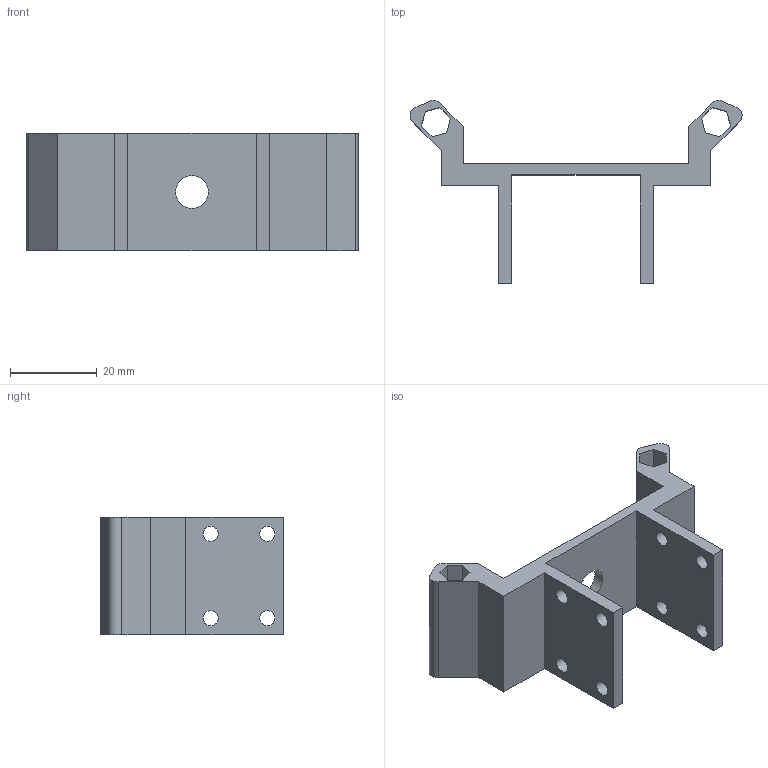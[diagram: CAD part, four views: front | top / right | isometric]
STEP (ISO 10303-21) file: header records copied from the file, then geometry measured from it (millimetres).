
FILE_DESCRIPTION(/* description */ (''),/* implementation_level */ '2;1');
FILE_NAME(/* name */ 'mount.step',/* time_stamp */ '2025-07-15T13:24:41+09:00',/* author */ (''),/* organization */ (''),/* preprocessor_version */ 'ST-DEVELOPER v20.1',/* originating_system */ 'Autodesk Translation Framework v14.10.0.0',/* authorisation */ '');
FILE_SCHEMA (('AUTOMOTIVE_DESIGN { 1 0 10303 214 3 1 1 }'));
Length unit declared in the file: millimetre
Products named in the file (1): ポケット&キッカー固定3
Bounding box: 76.4 x 42.14 x 27 mm (x, y, z)
Volume: 13771.8 mm3; surface area: 10254.1 mm2
Topology: 1 solids, 1 shells, 47 faces, 135 edges, 90 vertices
Faces by surface type: plane 32, cylinder 15
Full cylindrical faces by diameter (mm): 3.5 x8, 7.5 x1
Entity records: 1616 total; most frequent: CARTESIAN_POINT 273, ORIENTED_EDGE 270, DIRECTION 261, EDGE_CURVE 135, LINE 105, VECTOR 105, VERTEX_POINT 90, AXIS2_PLACEMENT_3D 78
